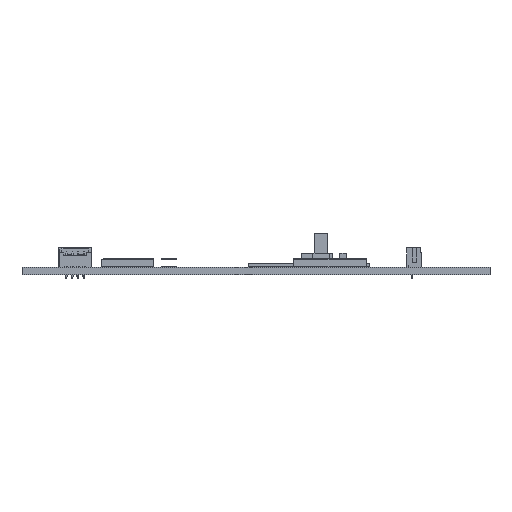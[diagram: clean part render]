
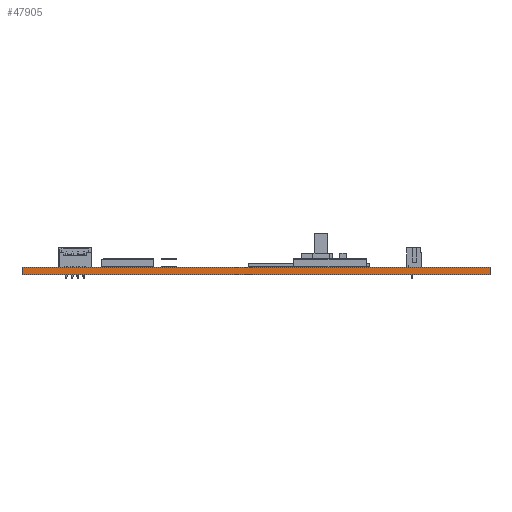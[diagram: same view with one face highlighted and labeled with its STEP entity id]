
A CAD part, left-side view. The second image highlights one B-rep face of the part: STEP entity #47905.
In plain terms, the highlighted planar face has unit normal (-1, 0, 0).
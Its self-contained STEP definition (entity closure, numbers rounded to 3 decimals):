
#47789 = EDGE_CURVE('',#47790,#47792,#47794,.T.);
#47790 = VERTEX_POINT('',#47791);
#47791 = CARTESIAN_POINT('',(35.7,-32.95,0.));
#47792 = VERTEX_POINT('',#47793);
#47793 = CARTESIAN_POINT('',(35.7,-32.95,1.6));
#47794 = SURFACE_CURVE('',#47795,(#47799,#47811),.PCURVE_S1.);
#47795 = LINE('',#47796,#47797);
#47796 = CARTESIAN_POINT('',(35.7,-32.95,0.));
#47797 = VECTOR('',#47798,1.);
#47798 = DIRECTION('',(0.,0.,1.));
#47799 = PCURVE('',#47800,#47805);
#47800 = PLANE('',#47801);
#47801 = AXIS2_PLACEMENT_3D('',#47802,#47803,#47804);
#47802 = CARTESIAN_POINT('',(35.7,-32.95,0.));
#47803 = DIRECTION('',(0.,1.,0.));
#47804 = DIRECTION('',(1.,0.,0.));
#47805 = DEFINITIONAL_REPRESENTATION('',(#47806),#47810);
#47806 = LINE('',#47807,#47808);
#47807 = CARTESIAN_POINT('',(0.,0.));
#47808 = VECTOR('',#47809,1.);
#47809 = DIRECTION('',(0.,-1.));
#47810 = ( GEOMETRIC_REPRESENTATION_CONTEXT(2) 
PARAMETRIC_REPRESENTATION_CONTEXT() REPRESENTATION_CONTEXT('2D SPACE',''
  ) );
#47811 = PCURVE('',#47812,#47817);
#47812 = PLANE('',#47813);
#47813 = AXIS2_PLACEMENT_3D('',#47814,#47815,#47816);
#47814 = CARTESIAN_POINT('',(35.7,-130.95,0.));
#47815 = DIRECTION('',(-1.,0.,0.));
#47816 = DIRECTION('',(0.,1.,0.));
#47817 = DEFINITIONAL_REPRESENTATION('',(#47818),#47822);
#47818 = LINE('',#47819,#47820);
#47819 = CARTESIAN_POINT('',(98.,0.));
#47820 = VECTOR('',#47821,1.);
#47821 = DIRECTION('',(0.,-1.));
#47822 = ( GEOMETRIC_REPRESENTATION_CONTEXT(2) 
PARAMETRIC_REPRESENTATION_CONTEXT() REPRESENTATION_CONTEXT('2D SPACE',''
  ) );
#47840 = PLANE('',#47841);
#47841 = AXIS2_PLACEMENT_3D('',#47842,#47843,#47844);
#47842 = CARTESIAN_POINT('',(77.,-81.95,1.6));
#47843 = DIRECTION('',(0.,0.,-1.));
#47844 = DIRECTION('',(-1.,0.,0.));
#47894 = PLANE('',#47895);
#47895 = AXIS2_PLACEMENT_3D('',#47896,#47897,#47898);
#47896 = CARTESIAN_POINT('',(77.,-81.95,0.));
#47897 = DIRECTION('',(0.,0.,-1.));
#47898 = DIRECTION('',(-1.,0.,0.));
#47905 = ADVANCED_FACE('',(#47906),#47812,.T.);
#47906 = FACE_BOUND('',#47907,.T.);
#47907 = EDGE_LOOP('',(#47908,#47938,#47959,#47960));
#47908 = ORIENTED_EDGE('',*,*,#47909,.T.);
#47909 = EDGE_CURVE('',#47910,#47912,#47914,.T.);
#47910 = VERTEX_POINT('',#47911);
#47911 = CARTESIAN_POINT('',(35.7,-130.95,0.));
#47912 = VERTEX_POINT('',#47913);
#47913 = CARTESIAN_POINT('',(35.7,-130.95,1.6));
#47914 = SURFACE_CURVE('',#47915,(#47919,#47926),.PCURVE_S1.);
#47915 = LINE('',#47916,#47917);
#47916 = CARTESIAN_POINT('',(35.7,-130.95,0.));
#47917 = VECTOR('',#47918,1.);
#47918 = DIRECTION('',(0.,0.,1.));
#47919 = PCURVE('',#47812,#47920);
#47920 = DEFINITIONAL_REPRESENTATION('',(#47921),#47925);
#47921 = LINE('',#47922,#47923);
#47922 = CARTESIAN_POINT('',(0.,0.));
#47923 = VECTOR('',#47924,1.);
#47924 = DIRECTION('',(0.,-1.));
#47925 = ( GEOMETRIC_REPRESENTATION_CONTEXT(2) 
PARAMETRIC_REPRESENTATION_CONTEXT() REPRESENTATION_CONTEXT('2D SPACE',''
  ) );
#47926 = PCURVE('',#47927,#47932);
#47927 = PLANE('',#47928);
#47928 = AXIS2_PLACEMENT_3D('',#47929,#47930,#47931);
#47929 = CARTESIAN_POINT('',(118.3,-130.95,0.));
#47930 = DIRECTION('',(0.,-1.,0.));
#47931 = DIRECTION('',(-1.,0.,0.));
#47932 = DEFINITIONAL_REPRESENTATION('',(#47933),#47937);
#47933 = LINE('',#47934,#47935);
#47934 = CARTESIAN_POINT('',(82.6,0.));
#47935 = VECTOR('',#47936,1.);
#47936 = DIRECTION('',(0.,-1.));
#47937 = ( GEOMETRIC_REPRESENTATION_CONTEXT(2) 
PARAMETRIC_REPRESENTATION_CONTEXT() REPRESENTATION_CONTEXT('2D SPACE',''
  ) );
#47938 = ORIENTED_EDGE('',*,*,#47939,.T.);
#47939 = EDGE_CURVE('',#47912,#47792,#47940,.T.);
#47940 = SURFACE_CURVE('',#47941,(#47945,#47952),.PCURVE_S1.);
#47941 = LINE('',#47942,#47943);
#47942 = CARTESIAN_POINT('',(35.7,-130.95,1.6));
#47943 = VECTOR('',#47944,1.);
#47944 = DIRECTION('',(0.,1.,0.));
#47945 = PCURVE('',#47812,#47946);
#47946 = DEFINITIONAL_REPRESENTATION('',(#47947),#47951);
#47947 = LINE('',#47948,#47949);
#47948 = CARTESIAN_POINT('',(0.,-1.6));
#47949 = VECTOR('',#47950,1.);
#47950 = DIRECTION('',(1.,0.));
#47951 = ( GEOMETRIC_REPRESENTATION_CONTEXT(2) 
PARAMETRIC_REPRESENTATION_CONTEXT() REPRESENTATION_CONTEXT('2D SPACE',''
  ) );
#47952 = PCURVE('',#47840,#47953);
#47953 = DEFINITIONAL_REPRESENTATION('',(#47954),#47958);
#47954 = LINE('',#47955,#47956);
#47955 = CARTESIAN_POINT('',(41.3,-49.));
#47956 = VECTOR('',#47957,1.);
#47957 = DIRECTION('',(0.,1.));
#47958 = ( GEOMETRIC_REPRESENTATION_CONTEXT(2) 
PARAMETRIC_REPRESENTATION_CONTEXT() REPRESENTATION_CONTEXT('2D SPACE',''
  ) );
#47959 = ORIENTED_EDGE('',*,*,#47789,.F.);
#47960 = ORIENTED_EDGE('',*,*,#47961,.F.);
#47961 = EDGE_CURVE('',#47910,#47790,#47962,.T.);
#47962 = SURFACE_CURVE('',#47963,(#47967,#47974),.PCURVE_S1.);
#47963 = LINE('',#47964,#47965);
#47964 = CARTESIAN_POINT('',(35.7,-130.95,0.));
#47965 = VECTOR('',#47966,1.);
#47966 = DIRECTION('',(0.,1.,0.));
#47967 = PCURVE('',#47812,#47968);
#47968 = DEFINITIONAL_REPRESENTATION('',(#47969),#47973);
#47969 = LINE('',#47970,#47971);
#47970 = CARTESIAN_POINT('',(0.,0.));
#47971 = VECTOR('',#47972,1.);
#47972 = DIRECTION('',(1.,0.));
#47973 = ( GEOMETRIC_REPRESENTATION_CONTEXT(2) 
PARAMETRIC_REPRESENTATION_CONTEXT() REPRESENTATION_CONTEXT('2D SPACE',''
  ) );
#47974 = PCURVE('',#47894,#47975);
#47975 = DEFINITIONAL_REPRESENTATION('',(#47976),#47980);
#47976 = LINE('',#47977,#47978);
#47977 = CARTESIAN_POINT('',(41.3,-49.));
#47978 = VECTOR('',#47979,1.);
#47979 = DIRECTION('',(0.,1.));
#47980 = ( GEOMETRIC_REPRESENTATION_CONTEXT(2) 
PARAMETRIC_REPRESENTATION_CONTEXT() REPRESENTATION_CONTEXT('2D SPACE',''
  ) );
